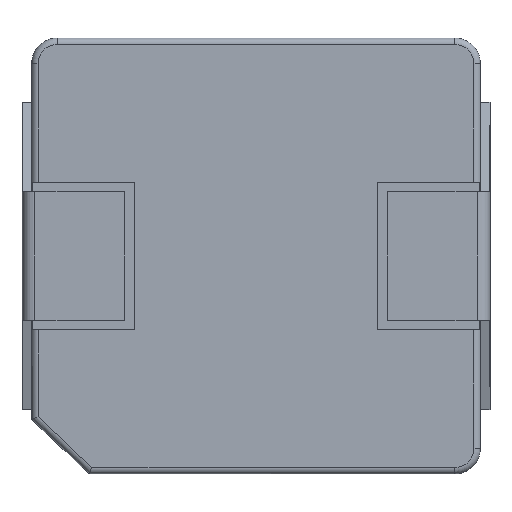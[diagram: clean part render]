
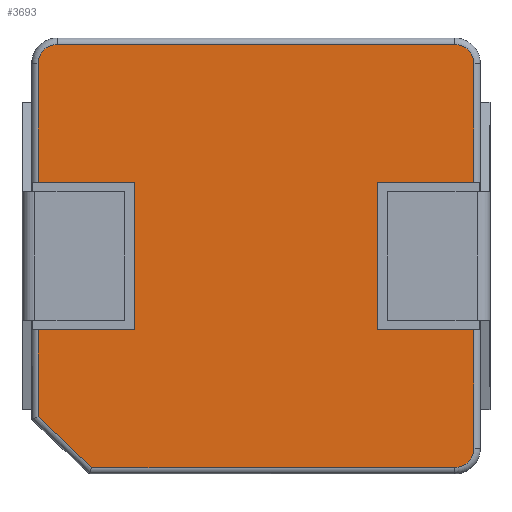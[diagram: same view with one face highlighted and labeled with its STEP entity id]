
A CAD part, front view. The second image highlights one B-rep face of the part: STEP entity #3693.
In plain terms, the highlighted planar face has unit normal (0, -1, 0).
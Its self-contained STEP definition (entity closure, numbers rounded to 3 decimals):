
#16 = DIRECTION ( 'NONE',  ( 1., 0., 0. ) ) ;
#46 = ORIENTED_EDGE ( 'NONE', *, *, #1698, .T. ) ;
#60 = EDGE_CURVE ( 'NONE', #5009, #5535, #3926, .T. ) ;
#72 = CARTESIAN_POINT ( 'NONE',  ( 1.9, 0.15, 1.15 ) ) ;
#201 = VERTEX_POINT ( 'NONE', #1318 ) ;
#281 = LINE ( 'NONE', #5293, #1590 ) ;
#289 = ORIENTED_EDGE ( 'NONE', *, *, #5558, .F. ) ;
#353 = VECTOR ( 'NONE', #2399, 1000. ) ;
#380 = ORIENTED_EDGE ( 'NONE', *, *, #5390, .T. ) ;
#414 = CARTESIAN_POINT ( 'NONE',  ( -3.4, 0.15, -3. ) ) ;
#431 = AXIS2_PLACEMENT_3D ( 'NONE', #863, #1304, #5833 ) ;
#447 = CARTESIAN_POINT ( 'NONE',  ( -1.9, 0.15, -1.15 ) ) ;
#487 = LINE ( 'NONE', #2624, #2102 ) ;
#531 = CARTESIAN_POINT ( 'NONE',  ( 0.282, 0.15, -5.984 ) ) ;
#672 = LINE ( 'NONE', #5866, #2276 ) ;
#690 = VERTEX_POINT ( 'NONE', #5796 ) ;
#693 = ORIENTED_EDGE ( 'NONE', *, *, #5601, .T. ) ;
#771 = ORIENTED_EDGE ( 'NONE', *, *, #60, .F. ) ;
#818 = VECTOR ( 'NONE', #5877, 1000. ) ;
#851 = CARTESIAN_POINT ( 'NONE',  ( 3.4, 0.15, -3. ) ) ;
#863 = CARTESIAN_POINT ( 'NONE',  ( 3.1, 0.15, -3. ) ) ;
#918 = CIRCLE ( 'NONE', #431, 0.3 ) ;
#926 = CARTESIAN_POINT ( 'NONE',  ( -3.1, 0.15, 3. ) ) ;
#941 = DIRECTION ( 'NONE',  ( 0., 0., -1. ) ) ;
#1137 = EDGE_CURVE ( 'NONE', #2400, #6236, #281, .T. ) ;
#1223 = DIRECTION ( 'NONE',  ( 0.727, 0., -0.687 ) ) ;
#1238 = CARTESIAN_POINT ( 'NONE',  ( -3.1, 0.15, 3.3 ) ) ;
#1243 = CARTESIAN_POINT ( 'NONE',  ( -1.9, 0.15, -3. ) ) ;
#1304 = DIRECTION ( 'NONE',  ( 0., -1., 0. ) ) ;
#1306 = DIRECTION ( 'NONE',  ( 0., 0., 1. ) ) ;
#1318 = CARTESIAN_POINT ( 'NONE',  ( 3.4, 0.15, -1.15 ) ) ;
#1388 = DIRECTION ( 'NONE',  ( -1., 0., 0. ) ) ;
#1405 = CARTESIAN_POINT ( 'NONE',  ( -3.4, 0.15, 1.15 ) ) ;
#1419 = LINE ( 'NONE', #531, #4022 ) ;
#1511 = ORIENTED_EDGE ( 'NONE', *, *, #2769, .F. ) ;
#1590 = VECTOR ( 'NONE', #2405, 1000. ) ;
#1647 = VERTEX_POINT ( 'NONE', #6419 ) ;
#1694 = ORIENTED_EDGE ( 'NONE', *, *, #1137, .F. ) ;
#1698 = EDGE_CURVE ( 'NONE', #6360, #2656, #6164, .T. ) ;
#1792 = DIRECTION ( 'NONE',  ( 0., -1., 0. ) ) ;
#1807 = DIRECTION ( 'NONE',  ( 0., 0., -1. ) ) ;
#1844 = CARTESIAN_POINT ( 'NONE',  ( -3.4, 0.15, -3. ) ) ;
#1858 = EDGE_CURVE ( 'NONE', #4292, #3020, #1419, .T. ) ;
#1898 = DIRECTION ( 'NONE',  ( 0., 1., 0. ) ) ;
#1940 = VECTOR ( 'NONE', #1388, 1000. ) ;
#2102 = VECTOR ( 'NONE', #16, 1000. ) ;
#2214 = ORIENTED_EDGE ( 'NONE', *, *, #4649, .T. ) ;
#2218 = CARTESIAN_POINT ( 'NONE',  ( 3.4, 0.15, -3. ) ) ;
#2254 = DIRECTION ( 'NONE',  ( -1., 0., 0. ) ) ;
#2268 = LINE ( 'NONE', #1243, #4881 ) ;
#2276 = VECTOR ( 'NONE', #5418, 1000. ) ;
#2296 = VERTEX_POINT ( 'NONE', #1405 ) ;
#2399 = DIRECTION ( 'NONE',  ( 0., 0., 1. ) ) ;
#2400 = VERTEX_POINT ( 'NONE', #5059 ) ;
#2403 = ORIENTED_EDGE ( 'NONE', *, *, #6446, .T. ) ;
#2405 = DIRECTION ( 'NONE',  ( 1., 0., 0. ) ) ;
#2432 = CIRCLE ( 'NONE', #5051, 0.3 ) ;
#2525 = LINE ( 'NONE', #4257, #6072 ) ;
#2571 = ORIENTED_EDGE ( 'NONE', *, *, #3804, .F. ) ;
#2624 = CARTESIAN_POINT ( 'NONE',  ( 3.1, 0.15, -3.3 ) ) ;
#2635 = VERTEX_POINT ( 'NONE', #5276 ) ;
#2656 = VERTEX_POINT ( 'NONE', #5730 ) ;
#2659 = ORIENTED_EDGE ( 'NONE', *, *, #5265, .F. ) ;
#2735 = CARTESIAN_POINT ( 'NONE',  ( 3.4, 0.15, 1.15 ) ) ;
#2769 = EDGE_CURVE ( 'NONE', #2635, #2296, #2525, .T. ) ;
#2784 = AXIS2_PLACEMENT_3D ( 'NONE', #5447, #1898, #3372 ) ;
#2825 = VECTOR ( 'NONE', #941, 1000. ) ;
#3020 = VERTEX_POINT ( 'NONE', #5747 ) ;
#3230 = CARTESIAN_POINT ( 'NONE',  ( 1.9, 0.15, -1.15 ) ) ;
#3282 = CARTESIAN_POINT ( 'NONE',  ( 1.9, 0.15, -3. ) ) ;
#3372 = DIRECTION ( 'NONE',  ( 0., 0., 1. ) ) ;
#3485 = DIRECTION ( 'NONE',  ( 0., -1., 0. ) ) ;
#3571 = VERTEX_POINT ( 'NONE', #1238 ) ;
#3693 = ADVANCED_FACE ( 'NONE', ( #4637 ), #4945, .F. ) ;
#3720 = ORIENTED_EDGE ( 'NONE', *, *, #5495, .T. ) ;
#3804 = EDGE_CURVE ( 'NONE', #5535, #201, #5897, .T. ) ;
#3926 = LINE ( 'NONE', #3282, #6311 ) ;
#3995 = LINE ( 'NONE', #1844, #818 ) ;
#4022 = VECTOR ( 'NONE', #1223, 1000. ) ;
#4044 = CARTESIAN_POINT ( 'NONE',  ( 3.1, 0.15, 3.3 ) ) ;
#4178 = EDGE_CURVE ( 'NONE', #4714, #2296, #3995, .T. ) ;
#4230 = EDGE_CURVE ( 'NONE', #5332, #3571, #4631, .T. ) ;
#4257 = CARTESIAN_POINT ( 'NONE',  ( 3.1, 0.15, 1.15 ) ) ;
#4292 = VERTEX_POINT ( 'NONE', #6437 ) ;
#4479 = LINE ( 'NONE', #414, #2825 ) ;
#4488 = CARTESIAN_POINT ( 'NONE',  ( 3.1, 0.15, 3.3 ) ) ;
#4524 = DIRECTION ( 'NONE',  ( 1., 0., 0. ) ) ;
#4533 = AXIS2_PLACEMENT_3D ( 'NONE', #926, #3485, #5976 ) ;
#4631 = LINE ( 'NONE', #4044, #1940 ) ;
#4637 = FACE_OUTER_BOUND ( 'NONE', #5898, .T. ) ;
#4649 = EDGE_CURVE ( 'NONE', #690, #1647, #918, .T. ) ;
#4660 = CIRCLE ( 'NONE', #4533, 0.3 ) ;
#4692 = EDGE_CURVE ( 'NONE', #3571, #4714, #4660, .T. ) ;
#4714 = VERTEX_POINT ( 'NONE', #4974 ) ;
#4881 = VECTOR ( 'NONE', #1306, 1000. ) ;
#4945 = PLANE ( 'NONE',  #2784 ) ;
#4974 = CARTESIAN_POINT ( 'NONE',  ( -3.4, 0.15, 3. ) ) ;
#5009 = VERTEX_POINT ( 'NONE', #72 ) ;
#5051 = AXIS2_PLACEMENT_3D ( 'NONE', #5810, #1792, #6325 ) ;
#5059 = CARTESIAN_POINT ( 'NONE',  ( -3.4, 0.15, -1.15 ) ) ;
#5202 = DIRECTION ( 'NONE',  ( 0., 0., 1. ) ) ;
#5265 = EDGE_CURVE ( 'NONE', #6360, #5009, #672, .T. ) ;
#5276 = CARTESIAN_POINT ( 'NONE',  ( -1.9, 0.15, 1.15 ) ) ;
#5293 = CARTESIAN_POINT ( 'NONE',  ( 3.1, 0.15, -1.15 ) ) ;
#5332 = VERTEX_POINT ( 'NONE', #4488 ) ;
#5390 = EDGE_CURVE ( 'NONE', #2400, #4292, #4479, .T. ) ;
#5392 = CARTESIAN_POINT ( 'NONE',  ( 3.1, 0.15, -1.15 ) ) ;
#5418 = DIRECTION ( 'NONE',  ( -1., 0., 0. ) ) ;
#5447 = CARTESIAN_POINT ( 'NONE',  ( 3.1, 0.15, -3. ) ) ;
#5495 = EDGE_CURVE ( 'NONE', #1647, #201, #5907, .T. ) ;
#5535 = VERTEX_POINT ( 'NONE', #3230 ) ;
#5542 = ORIENTED_EDGE ( 'NONE', *, *, #4178, .T. ) ;
#5558 = EDGE_CURVE ( 'NONE', #6236, #2635, #2268, .T. ) ;
#5601 = EDGE_CURVE ( 'NONE', #2656, #5332, #2432, .T. ) ;
#5661 = VECTOR ( 'NONE', #4524, 1000. ) ;
#5730 = CARTESIAN_POINT ( 'NONE',  ( 3.4, 0.15, 3. ) ) ;
#5747 = CARTESIAN_POINT ( 'NONE',  ( -2.56, 0.15, -3.3 ) ) ;
#5751 = VECTOR ( 'NONE', #5202, 1000. ) ;
#5796 = CARTESIAN_POINT ( 'NONE',  ( 3.1, 0.15, -3.3 ) ) ;
#5810 = CARTESIAN_POINT ( 'NONE',  ( 3.1, 0.15, 3. ) ) ;
#5833 = DIRECTION ( 'NONE',  ( 0., 0., 1. ) ) ;
#5866 = CARTESIAN_POINT ( 'NONE',  ( 3.1, 0.15, 1.15 ) ) ;
#5877 = DIRECTION ( 'NONE',  ( 0., 0., -1. ) ) ;
#5897 = LINE ( 'NONE', #5392, #5661 ) ;
#5898 = EDGE_LOOP ( 'NONE', ( #1694, #380, #6538, #2403, #2214, #3720, #2571, #771, #2659, #46, #693, #6416, #6264, #5542, #1511, #289 ) ) ;
#5907 = LINE ( 'NONE', #2218, #5751 ) ;
#5976 = DIRECTION ( 'NONE',  ( 0., 0., 1. ) ) ;
#6072 = VECTOR ( 'NONE', #2254, 1000. ) ;
#6164 = LINE ( 'NONE', #851, #353 ) ;
#6236 = VERTEX_POINT ( 'NONE', #447 ) ;
#6264 = ORIENTED_EDGE ( 'NONE', *, *, #4692, .T. ) ;
#6311 = VECTOR ( 'NONE', #1807, 1000. ) ;
#6325 = DIRECTION ( 'NONE',  ( 0., 0., 1. ) ) ;
#6360 = VERTEX_POINT ( 'NONE', #2735 ) ;
#6416 = ORIENTED_EDGE ( 'NONE', *, *, #4230, .T. ) ;
#6419 = CARTESIAN_POINT ( 'NONE',  ( 3.4, 0.15, -3. ) ) ;
#6437 = CARTESIAN_POINT ( 'NONE',  ( -3.4, 0.15, -2.507 ) ) ;
#6446 = EDGE_CURVE ( 'NONE', #3020, #690, #487, .T. ) ;
#6538 = ORIENTED_EDGE ( 'NONE', *, *, #1858, .T. ) ;
